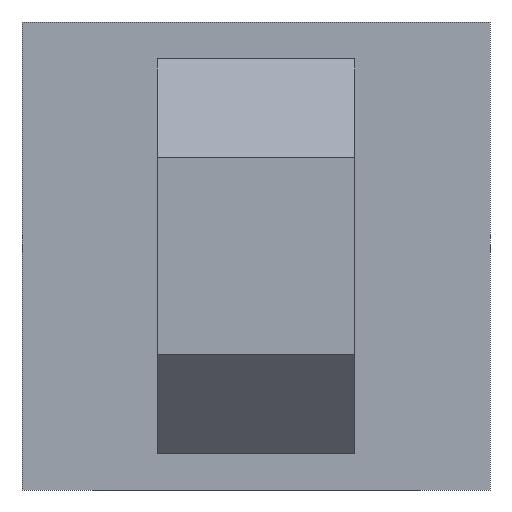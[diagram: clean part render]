
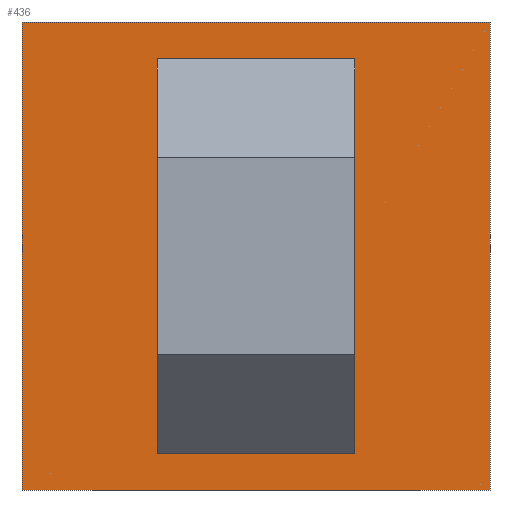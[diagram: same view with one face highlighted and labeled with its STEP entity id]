
A CAD part, front view. The second image highlights one B-rep face of the part: STEP entity #436.
In plain terms, the highlighted planar face has unit normal (0, -1, 0).
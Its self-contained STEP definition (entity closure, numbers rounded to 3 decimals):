
#22=CIRCLE('',#473,4.);
#23=CIRCLE('',#474,4.);
#52=ORIENTED_EDGE('',*,*,#170,.T.);
#53=ORIENTED_EDGE('',*,*,#171,.F.);
#54=ORIENTED_EDGE('',*,*,#172,.F.);
#55=ORIENTED_EDGE('',*,*,#168,.T.);
#56=ORIENTED_EDGE('',*,*,#173,.T.);
#57=ORIENTED_EDGE('',*,*,#149,.T.);
#58=ORIENTED_EDGE('',*,*,#174,.T.);
#59=ORIENTED_EDGE('',*,*,#175,.T.);
#60=ORIENTED_EDGE('',*,*,#153,.F.);
#61=ORIENTED_EDGE('',*,*,#156,.F.);
#149=EDGE_CURVE('',#207,#209,#249,.T.);
#153=EDGE_CURVE('',#213,#211,#253,.T.);
#156=EDGE_CURVE('',#216,#213,#256,.T.);
#168=EDGE_CURVE('',#227,#226,#268,.T.);
#170=EDGE_CURVE('',#226,#228,#270,.T.);
#171=EDGE_CURVE('',#229,#228,#271,.T.);
#172=EDGE_CURVE('',#227,#229,#272,.T.);
#173=EDGE_CURVE('',#216,#207,#22,.T.);
#174=EDGE_CURVE('',#209,#230,#273,.T.);
#175=EDGE_CURVE('',#230,#211,#23,.T.);
#207=VERTEX_POINT('',#610);
#209=VERTEX_POINT('',#614);
#211=VERTEX_POINT('',#619);
#213=VERTEX_POINT('',#623);
#216=VERTEX_POINT('',#630);
#226=VERTEX_POINT('',#654);
#227=VERTEX_POINT('',#656);
#228=VERTEX_POINT('',#660);
#229=VERTEX_POINT('',#662);
#230=VERTEX_POINT('',#666);
#249=LINE('',#615,#305);
#253=LINE('',#624,#309);
#256=LINE('',#631,#312);
#268=LINE('',#655,#324);
#270=LINE('',#659,#326);
#271=LINE('',#661,#327);
#272=LINE('',#663,#328);
#273=LINE('',#665,#329);
#305=VECTOR('',#501,1000.);
#309=VECTOR('',#507,1000.);
#312=VECTOR('',#512,1000.);
#324=VECTOR('',#528,1000.);
#326=VECTOR('',#532,1000.);
#327=VECTOR('',#533,1000.);
#328=VECTOR('',#534,1000.);
#329=VECTOR('',#537,1000.);
#363=EDGE_LOOP('',(#52,#53,#54,#55));
#364=EDGE_LOOP('',(#56,#57,#58,#59,#60,#61));
#389=FACE_BOUND('',#363,.T.);
#390=FACE_BOUND('',#364,.T.);
#415=PLANE('',#472);
#436=ADVANCED_FACE('',(#389,#390),#415,.F.);
#472=AXIS2_PLACEMENT_3D('',#658,#530,#531);
#473=AXIS2_PLACEMENT_3D('',#664,#535,#536);
#474=AXIS2_PLACEMENT_3D('',#667,#538,#539);
#501=DIRECTION('',(-1.,0.,0.));
#507=DIRECTION('',(-1.,0.,0.));
#512=DIRECTION('',(0.,0.,1.));
#528=DIRECTION('',(0.,0.,-1.));
#530=DIRECTION('',(0.,1.,0.));
#531=DIRECTION('',(0.,0.,1.));
#532=DIRECTION('',(1.,0.,0.));
#533=DIRECTION('',(0.,0.,-1.));
#534=DIRECTION('',(1.,0.,0.));
#535=DIRECTION('',(0.,1.,0.));
#536=DIRECTION('',(1.,0.,0.));
#537=DIRECTION('',(0.,0.,1.));
#538=DIRECTION('',(0.,1.,0.));
#539=DIRECTION('',(1.,0.,0.));
#610=CARTESIAN_POINT('',(0.,0.,-4.));
#614=CARTESIAN_POINT('',(-4.,0.,-4.));
#615=CARTESIAN_POINT('',(4.,0.,-4.));
#619=CARTESIAN_POINT('',(0.,0.,4.));
#623=CARTESIAN_POINT('',(4.,0.,4.));
#624=CARTESIAN_POINT('',(4.,0.,4.));
#630=CARTESIAN_POINT('',(4.,0.,0.));
#631=CARTESIAN_POINT('',(4.,0.,-4.));
#654=CARTESIAN_POINT('',(-9.5,0.,-9.5));
#655=CARTESIAN_POINT('',(-9.5,0.,9.5));
#656=CARTESIAN_POINT('',(-9.5,0.,9.5));
#658=CARTESIAN_POINT('',(-9.5,0.,9.5));
#659=CARTESIAN_POINT('',(-9.5,0.,-9.5));
#660=CARTESIAN_POINT('',(9.5,0.,-9.5));
#661=CARTESIAN_POINT('',(9.5,0.,9.5));
#662=CARTESIAN_POINT('',(9.5,0.,9.5));
#663=CARTESIAN_POINT('',(-9.5,0.,9.5));
#664=CARTESIAN_POINT('',(0.,0.,0.));
#665=CARTESIAN_POINT('',(-4.,0.,-4.));
#666=CARTESIAN_POINT('',(-4.,0.,0.));
#667=CARTESIAN_POINT('',(0.,0.,0.));
